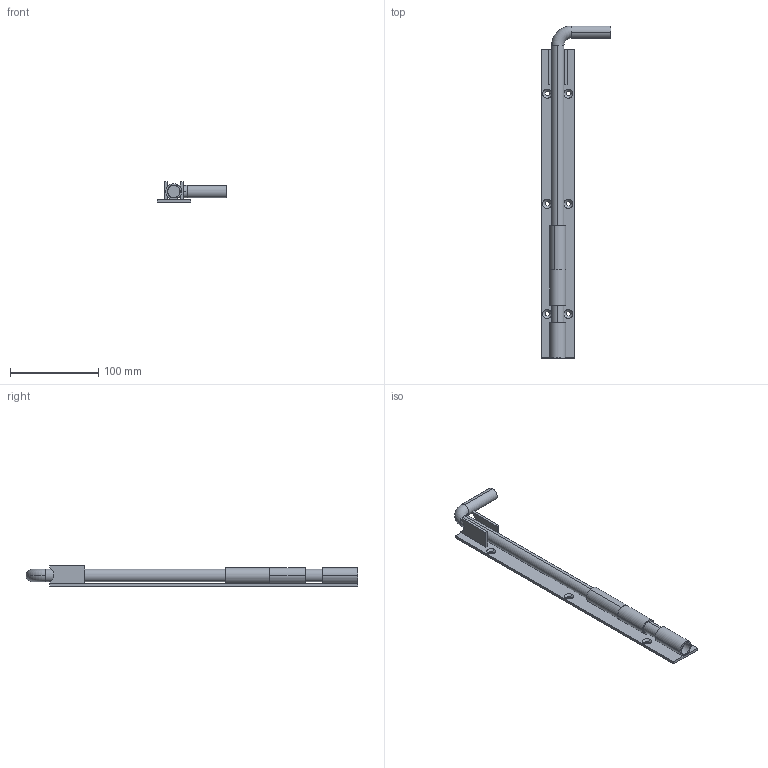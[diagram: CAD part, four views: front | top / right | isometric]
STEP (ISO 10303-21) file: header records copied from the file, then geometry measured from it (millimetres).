
FILE_DESCRIPTION (( 'STEP AP214' ), '1' );
FILE_NAME ('A888 Çàäâèæêà íàïîëüíàÿ.STEP', '2025-09-25T09:43:33', ( '' ), ( '' ), 'SwSTEP 2.0', 'SolidWorks 2025', '' );
FILE_SCHEMA (( 'AUTOMOTIVE_DESIGN' ));
Length unit declared in the file: millimetre
Products named in the file (4): Втулка_00; Г_00; A888 Задвижка напольная; A888 Пластина_00
Assembly tree (3 placements, depth 2):
  A888 Задвижка напольная
    Втулка_00
    Г_00
    A888 Пластина_00
Bounding box: 79.29 x 376.77 x 23 mm (x, y, z)
Volume: 118745.7 mm3; surface area: 64495.3 mm2
Topology: 5 solids, 5 shells, 68 faces, 162 edges, 104 vertices
Faces by surface type: cylinder 30, plane 24, cone 12, torus 2
Entity records: 2163 total; most frequent: DIRECTION 388, CARTESIAN_POINT 340, ORIENTED_EDGE 324, EDGE_CURVE 162, AXIS2_PLACEMENT_3D 152, VERTEX_POINT 104, EDGE_LOOP 86, VECTOR 84
